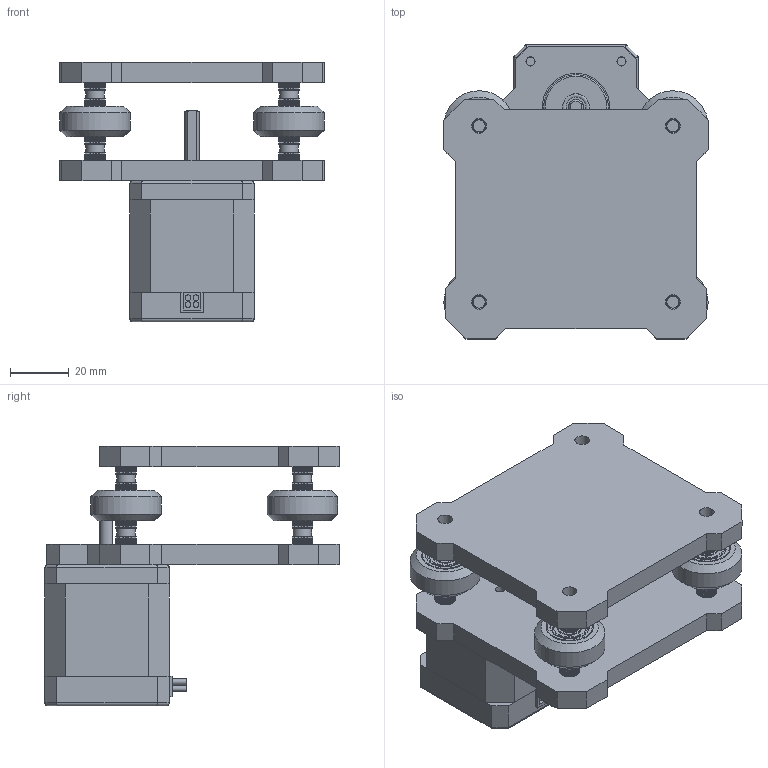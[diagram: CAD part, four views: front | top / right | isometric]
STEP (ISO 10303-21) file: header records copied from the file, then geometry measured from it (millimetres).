
FILE_DESCRIPTION(/* description */ (''),/* implementation_level */ '2;1');
FILE_NAME(/* name */ 'SlidingHolder.stp',/* time_stamp */ '2024-09-11T17:47:18-06:00',/* author */ ('Admin'),/* organization */ (''),/* preprocessor_version */ 'ST-DEVELOPER v20',/* originating_system */ 'Autodesk Inventor 2024',/* authorisation */ '');
FILE_SCHEMA (('AUTOMOTIVE_DESIGN { 1 0 10303 214 3 1 1 }'));
Length unit declared in the file: millimetre
Products named in the file (9): SlidingHolder; AxisZ-Carrier1; AxisZ-Carrier2; inserto zigrinato M5X8; ROLDANA V DE NYLON; SKF_625_2Z v1; Roldana V Nylon; SKF_625_2Z v1 (1); Nema 17 42HS48-1684
Assembly tree (18 placements, depth 3):
  SlidingHolder
    AxisZ-Carrier1
    AxisZ-Carrier2
    inserto zigrinato M5X8  x8
    ROLDANA V DE NYLON  x4
      SKF_625_2Z v1
      Roldana V Nylon
      SKF_625_2Z v1 (1)
    Nema 17 42HS48-1684
Bounding box: 90.14 x 100.19 x 88.4 mm (x, y, z)
Volume: 166455.1 mm3; surface area: 78853.3 mm2
Topology: 104 solids, 104 shells, 3973 faces, 10185 edges, 6359 vertices
Faces by surface type: plane 1501, cone 1323, cylinder 959, torus 106, sphere 68, bspline 16
Full cylindrical faces by diameter (mm): 2 x4, 3 x16, 3.1 x4, 4.134 x64, 5 x83, 5.6 x4, 6.2 x4, 6.3 x8, 6.8 x4, 8.4 x32, 9 x2, 9.2 x4, 11 x4, 12 x16, 13.22 x32, 16 x16, 22 x1, 23 x1, 24 x4
Entity records: 26258 total; most frequent: CARTESIAN_POINT 6678, DIRECTION 4008, ORIENTED_EDGE 3922, EDGE_CURVE 1961, AXIS2_PLACEMENT_3D 1569, VERTEX_POINT 1257, EDGE_LOOP 908, LINE 870
